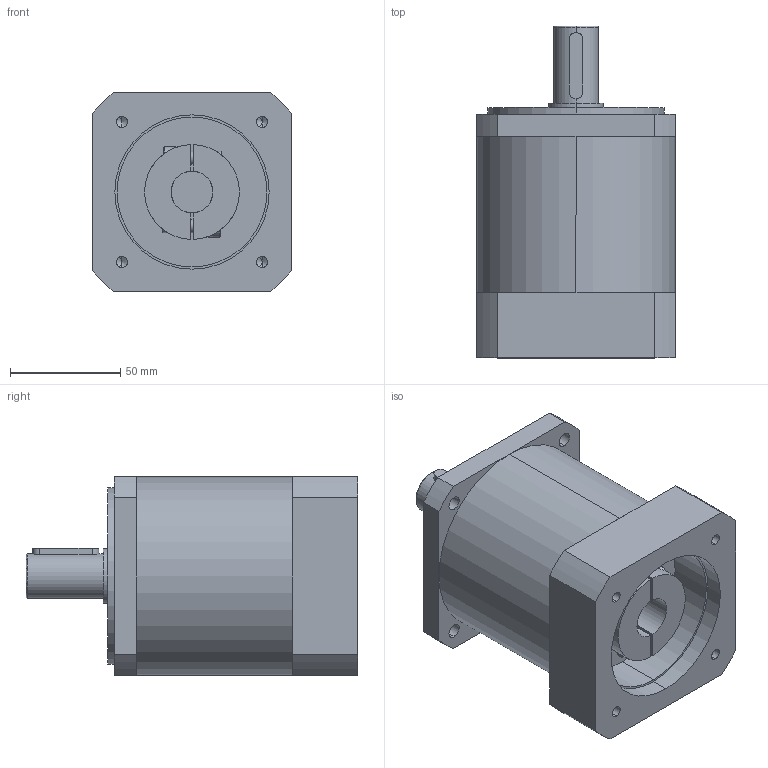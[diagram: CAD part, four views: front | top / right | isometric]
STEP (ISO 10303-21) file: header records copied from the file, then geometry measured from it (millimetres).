
FILE_DESCRIPTION (( 'STEP AP203' ), '1' );
FILE_NAME ('GPF090-L1-(19-70-90-M6).STEP', '2022-07-01T03:15:50', ( '微软用户' ), ( '微软中国' ), 'SwSTEP 2.0', 'SolidWorks 2018', '' );
FILE_SCHEMA (( 'CONFIG_CONTROL_DESIGN' ));
Length unit declared in the file: millimetre
Products named in the file (1): GPF090-L1-(19-70-90-M6)
Bounding box: 90 x 150.5 x 90 mm (x, y, z)
Volume: 700150.4 mm3; surface area: 72079.9 mm2
Topology: 2 solids, 2 shells, 158 faces, 401 edges, 251 vertices
Faces by surface type: cylinder 70, plane 70, cone 12, torus 6
Entity records: 5142 total; most frequent: CARTESIAN_POINT 1171, DIRECTION 853, ORIENTED_EDGE 782, EDGE_CURVE 391, AXIS2_PLACEMENT_3D 325, VERTEX_POINT 251, VECTOR 203, LINE 203
